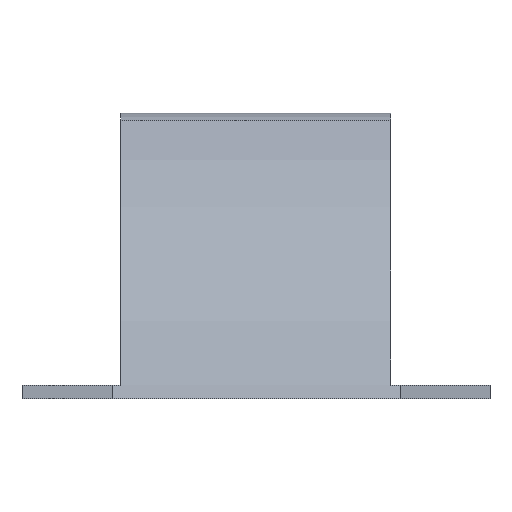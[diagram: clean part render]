
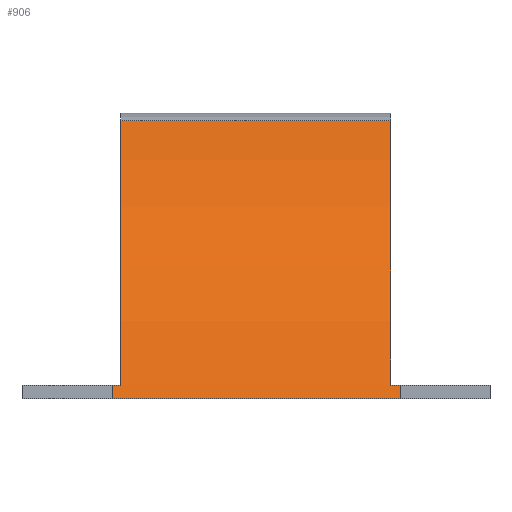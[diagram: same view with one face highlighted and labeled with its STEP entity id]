
A CAD part, left-side view. The second image highlights one B-rep face of the part: STEP entity #906.
In plain terms, the highlighted cylindrical face has radius 53 mm (diameter 106 mm), a partial arc.
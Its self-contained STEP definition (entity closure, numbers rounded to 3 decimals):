
#84=FACE_OUTER_BOUND('',#136,.T.);
#136=EDGE_LOOP('',(#805,#806,#807,#808,#809,#810,#811,#812));
#145=LINE('',#1281,#237);
#207=LINE('',#1477,#299);
#209=LINE('',#1480,#301);
#228=LINE('',#1513,#320);
#237=VECTOR('',#1019,10.);
#299=VECTOR('',#1209,10.);
#301=VECTOR('',#1211,10.);
#320=VECTOR('',#1232,10.);
#331=CIRCLE('',#934,53.);
#365=CIRCLE('',#997,53.);
#366=CIRCLE('',#1002,53.);
#367=CIRCLE('',#1003,53.);
#370=VERTEX_POINT('',#1278);
#371=VERTEX_POINT('',#1280);
#375=VERTEX_POINT('',#1292);
#440=VERTEX_POINT('',#1474);
#441=VERTEX_POINT('',#1476);
#442=VERTEX_POINT('',#1479);
#454=VERTEX_POINT('',#1510);
#455=VERTEX_POINT('',#1512);
#458=EDGE_CURVE('',#370,#371,#145,.T.);
#464=EDGE_CURVE('',#371,#375,#331,.T.);
#555=EDGE_CURVE('',#441,#440,#207,.T.);
#557=EDGE_CURVE('',#442,#375,#209,.T.);
#576=EDGE_CURVE('',#454,#455,#228,.T.);
#579=EDGE_CURVE('',#440,#455,#365,.T.);
#583=EDGE_CURVE('',#441,#370,#366,.T.);
#584=EDGE_CURVE('',#454,#442,#367,.T.);
#805=ORIENTED_EDGE('',*,*,#458,.F.);
#806=ORIENTED_EDGE('',*,*,#583,.F.);
#807=ORIENTED_EDGE('',*,*,#555,.T.);
#808=ORIENTED_EDGE('',*,*,#579,.T.);
#809=ORIENTED_EDGE('',*,*,#576,.F.);
#810=ORIENTED_EDGE('',*,*,#584,.T.);
#811=ORIENTED_EDGE('',*,*,#557,.T.);
#812=ORIENTED_EDGE('',*,*,#464,.F.);
#869=CYLINDRICAL_SURFACE('',#1001,53.);
#906=ADVANCED_FACE('',(#84),#869,.T.);
#934=AXIS2_PLACEMENT_3D('',#1293,#1030,#1031);
#997=AXIS2_PLACEMENT_3D('',#1518,#1237,#1238);
#1001=AXIS2_PLACEMENT_3D('',#1525,#1248,#1249);
#1002=AXIS2_PLACEMENT_3D('',#1526,#1250,#1251);
#1003=AXIS2_PLACEMENT_3D('',#1527,#1252,#1253);
#1019=DIRECTION('',(0.,-1.,0.));
#1030=DIRECTION('center_axis',(0.,-1.,0.));
#1031=DIRECTION('ref_axis',(-0.959,0.,0.283));
#1209=DIRECTION('',(0.,1.,0.));
#1211=DIRECTION('',(0.,1.,0.));
#1232=DIRECTION('',(0.,1.,0.));
#1237=DIRECTION('center_axis',(0.,-1.,0.));
#1238=DIRECTION('ref_axis',(-0.959,0.,0.283));
#1248=DIRECTION('center_axis',(0.,1.,0.));
#1249=DIRECTION('ref_axis',(-0.959,0.,0.283));
#1250=DIRECTION('center_axis',(0.,1.,0.));
#1251=DIRECTION('ref_axis',(-0.959,0.,0.283));
#1252=DIRECTION('center_axis',(0.,1.,0.));
#1253=DIRECTION('ref_axis',(-0.959,0.,0.283));
#1278=CARTESIAN_POINT('',(-26.5,15.,45.899));
#1280=CARTESIAN_POINT('',(-26.5,-15.,45.899));
#1281=CARTESIAN_POINT('',(-26.5,0.,45.899));
#1292=CARTESIAN_POINT('',(-50.366,-15.,16.5));
#1293=CARTESIAN_POINT('Origin',(0.,-15.,0.));
#1474=CARTESIAN_POINT('',(-50.366,16.,16.5));
#1476=CARTESIAN_POINT('',(-50.366,15.,16.5));
#1477=CARTESIAN_POINT('',(-50.366,0.,16.5));
#1479=CARTESIAN_POINT('',(-50.366,-16.,16.5));
#1480=CARTESIAN_POINT('',(-50.366,0.,16.5));
#1510=CARTESIAN_POINT('',(-50.833,-16.,15.));
#1512=CARTESIAN_POINT('',(-50.833,16.,15.));
#1513=CARTESIAN_POINT('',(-50.833,0.,15.));
#1518=CARTESIAN_POINT('Origin',(0.,16.,0.));
#1525=CARTESIAN_POINT('Origin',(0.,0.,0.));
#1526=CARTESIAN_POINT('Origin',(0.,15.,0.));
#1527=CARTESIAN_POINT('Origin',(0.,-16.,0.));
